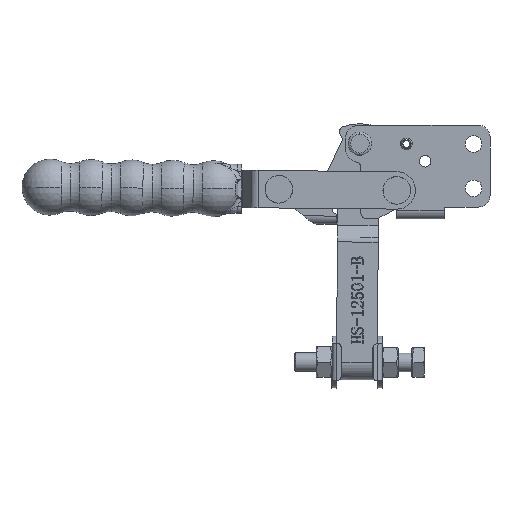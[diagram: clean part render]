
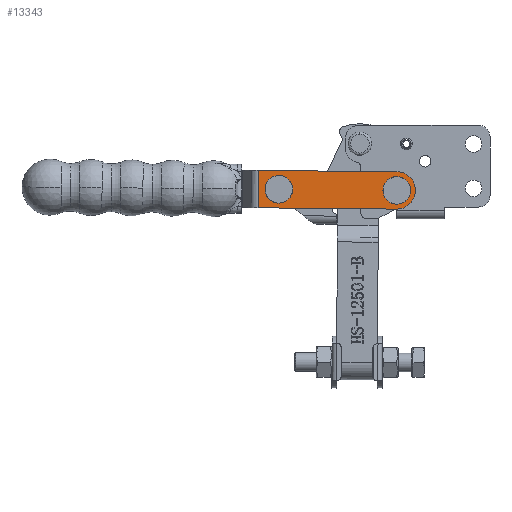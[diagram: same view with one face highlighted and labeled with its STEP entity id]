
A CAD part, left-side view. The second image highlights one B-rep face of the part: STEP entity #13343.
In plain terms, the highlighted face is planar.
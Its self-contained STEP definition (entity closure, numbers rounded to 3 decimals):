
#2600 = EDGE_LOOP ( 'NONE', ( #25721, #25723, #25725, #25727 ) ) ;
#2643 = EDGE_LOOP ( 'NONE', ( #25717, #25719 ) ) ;
#2816 = EDGE_LOOP ( 'NONE', ( #25713, #25715 ) ) ;
#13343 = ADVANCED_FACE ( 'NONE', ( #31589, #31598, #31593 ), #21070, .T. ) ;
#16912 = VERTEX_POINT ( 'NONE', #32525 ) ;
#16918 = VERTEX_POINT ( 'NONE', #32533 ) ;
#16919 = VERTEX_POINT ( 'NONE', #32534 ) ;
#16922 = VERTEX_POINT ( 'NONE', #32537 ) ;
#16923 = VERTEX_POINT ( 'NONE', #32538 ) ;
#16926 = VERTEX_POINT ( 'NONE', #32541 ) ;
#16929 = VERTEX_POINT ( 'NONE', #32544 ) ;
#16930 = VERTEX_POINT ( 'NONE', #32545 ) ;
#21066 = DIRECTION ( 'NONE',  ( 1., 0., 0. ) ) ;
#21068 = CARTESIAN_POINT ( 'NONE',  ( 11.6, -19.51, 16. ) ) ;
#21070 = PLANE ( 'NONE',  #21703 ) ;
#21072 = DIRECTION ( 'NONE',  ( 0., 1., 0. ) ) ;
#21703 = AXIS2_PLACEMENT_3D ( 'NONE', #21068, #21066, #21072 ) ;
#21813 = EDGE_CURVE ( 'NONE', #16912, #16929, #24107, .T. ) ;
#21814 = EDGE_CURVE ( 'NONE', #16929, #16930, #24103, .T. ) ;
#21816 = EDGE_CURVE ( 'NONE', #16926, #16930, #24111, .T. ) ;
#21817 = EDGE_CURVE ( 'NONE', #16912, #16926, #24115, .T. ) ;
#21819 = EDGE_CURVE ( 'NONE', #16919, #16918, #24121, .T. ) ;
#21820 = EDGE_CURVE ( 'NONE', #16923, #16922, #24119, .T. ) ;
#21834 = EDGE_CURVE ( 'NONE', #16922, #16923, #24147, .T. ) ;
#21840 = EDGE_CURVE ( 'NONE', #16918, #16919, #24159, .T. ) ;
#22246 = AXIS2_PLACEMENT_3D ( 'NONE', #33004, #33005, #33006 ) ;
#22256 = AXIS2_PLACEMENT_3D ( 'NONE', #33008, #33009, #33010 ) ;
#22258 = AXIS2_PLACEMENT_3D ( 'NONE', #33013, #33014, #33015 ) ;
#22266 = AXIS2_PLACEMENT_3D ( 'NONE', #33034, #33035, #33036 ) ;
#22270 = AXIS2_PLACEMENT_3D ( 'NONE', #33044, #33045, #33046 ) ;
#24103 = LINE ( 'NONE', #32974, #24117 ) ;
#24107 = LINE ( 'NONE', #32999, #24113 ) ;
#24111 = CIRCLE ( 'NONE', #22246, 8. ) ;
#24113 = VECTOR ( 'NONE', #33000, 1000. ) ;
#24115 = LINE ( 'NONE', #33003, #24123 ) ;
#24117 = VECTOR ( 'NONE', #33001, 1000. ) ;
#24119 = CIRCLE ( 'NONE', #22258, 3.2 ) ;
#24121 = CIRCLE ( 'NONE', #22256, 3.2 ) ;
#24123 = VECTOR ( 'NONE', #33002, 1000. ) ;
#24147 = CIRCLE ( 'NONE', #22266, 3.2 ) ;
#24159 = CIRCLE ( 'NONE', #22270, 3.2 ) ;
#25713 = ORIENTED_EDGE ( 'NONE', *, *, #21820, .F. ) ;
#25715 = ORIENTED_EDGE ( 'NONE', *, *, #21834, .F. ) ;
#25717 = ORIENTED_EDGE ( 'NONE', *, *, #21819, .F. ) ;
#25719 = ORIENTED_EDGE ( 'NONE', *, *, #21840, .F. ) ;
#25721 = ORIENTED_EDGE ( 'NONE', *, *, #21817, .T. ) ;
#25723 = ORIENTED_EDGE ( 'NONE', *, *, #21816, .T. ) ;
#25725 = ORIENTED_EDGE ( 'NONE', *, *, #21814, .F. ) ;
#25727 = ORIENTED_EDGE ( 'NONE', *, *, #21813, .F. ) ;
#31589 = FACE_BOUND ( 'NONE', #2816, .T. ) ;
#31593 = FACE_OUTER_BOUND ( 'NONE', #2600, .T. ) ;
#31598 = FACE_BOUND ( 'NONE', #2643, .T. ) ;
#32525 = CARTESIAN_POINT ( 'NONE',  ( 11.6, -19.799, 16. ) ) ;
#32533 = CARTESIAN_POINT ( 'NONE',  ( 11.6, -31.7, 8. ) ) ;
#32534 = CARTESIAN_POINT ( 'NONE',  ( 11.6, -25.3, 8. ) ) ;
#32537 = CARTESIAN_POINT ( 'NONE',  ( 11.6, -82.2, 8. ) ) ;
#32538 = CARTESIAN_POINT ( 'NONE',  ( 11.6, -75.8, 8. ) ) ;
#32541 = CARTESIAN_POINT ( 'NONE',  ( 11.6, -79., 16. ) ) ;
#32544 = CARTESIAN_POINT ( 'NONE',  ( 11.6, -19.799, 0. ) ) ;
#32545 = CARTESIAN_POINT ( 'NONE',  ( 11.6, -79., 0. ) ) ;
#32974 = CARTESIAN_POINT ( 'NONE',  ( 11.6, -19.51, 0. ) ) ;
#32999 = CARTESIAN_POINT ( 'NONE',  ( 11.6, -19.799, 16. ) ) ;
#33000 = DIRECTION ( 'NONE',  ( 0., 0., -1. ) ) ;
#33001 = DIRECTION ( 'NONE',  ( 0., -1., 0. ) ) ;
#33002 = DIRECTION ( 'NONE',  ( 0., -1., 0. ) ) ;
#33003 = CARTESIAN_POINT ( 'NONE',  ( 11.6, -19.51, 16. ) ) ;
#33004 = CARTESIAN_POINT ( 'NONE',  ( 11.6, -79., 8. ) ) ;
#33005 = DIRECTION ( 'NONE',  ( 1., 0., 0. ) ) ;
#33006 = DIRECTION ( 'NONE',  ( 0., 1., 0. ) ) ;
#33008 = CARTESIAN_POINT ( 'NONE',  ( 11.6, -28.5, 8. ) ) ;
#33009 = DIRECTION ( 'NONE',  ( 1., 0., 0. ) ) ;
#33010 = DIRECTION ( 'NONE',  ( 0., 1., 0. ) ) ;
#33013 = CARTESIAN_POINT ( 'NONE',  ( 11.6, -79., 8. ) ) ;
#33014 = DIRECTION ( 'NONE',  ( 1., 0., 0. ) ) ;
#33015 = DIRECTION ( 'NONE',  ( 0., 1., 0. ) ) ;
#33034 = CARTESIAN_POINT ( 'NONE',  ( 11.6, -79., 8. ) ) ;
#33035 = DIRECTION ( 'NONE',  ( 1., 0., 0. ) ) ;
#33036 = DIRECTION ( 'NONE',  ( 0., 1., 0. ) ) ;
#33044 = CARTESIAN_POINT ( 'NONE',  ( 11.6, -28.5, 8. ) ) ;
#33045 = DIRECTION ( 'NONE',  ( 1., 0., 0. ) ) ;
#33046 = DIRECTION ( 'NONE',  ( 0., 1., 0. ) ) ;
